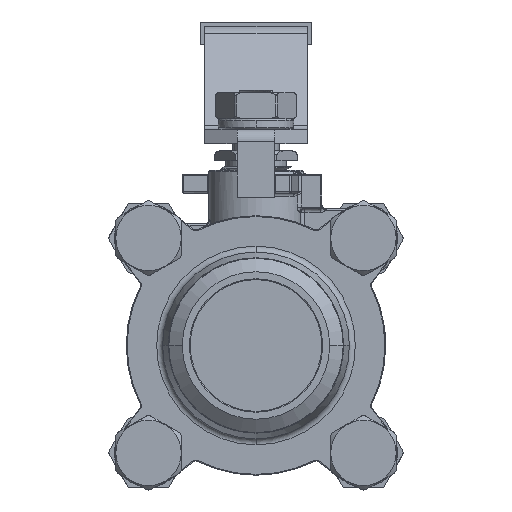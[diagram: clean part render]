
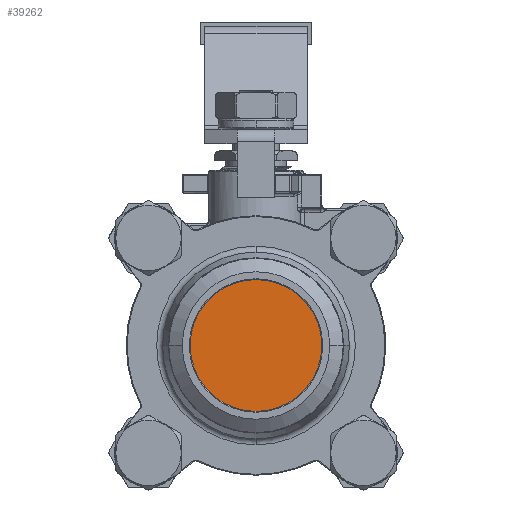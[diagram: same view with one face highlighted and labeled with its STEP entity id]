
A CAD part, front view. The second image highlights one B-rep face of the part: STEP entity #39262.
In plain terms, the highlighted planar face has unit normal (0, -1, 0).
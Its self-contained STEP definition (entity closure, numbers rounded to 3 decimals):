
#12248=CARTESIAN_POINT('',(-16.,-22.967,-0.));
#12249=VERTEX_POINT('',#12248);
#12274=CARTESIAN_POINT('',(16.,-22.967,0.));
#12275=VERTEX_POINT('',#12274);
#12282=CARTESIAN_POINT('',(-0.,-22.967,0.));
#12283=DIRECTION('',(0.,1.,0.));
#12284=DIRECTION('',(-1.,0.,0.));
#12285=AXIS2_PLACEMENT_3D('',#12282,#12283,#12284);
#12286=CIRCLE('',#12285,16.);
#12287=EDGE_CURVE('',#12275,#12249,#12286,.T.);
#39247=CARTESIAN_POINT('',(-0.,-22.967,-29.721));
#39248=DIRECTION('',(-0.,-1.,0.));
#39249=DIRECTION('',(0.,0.,1.));
#39250=AXIS2_PLACEMENT_3D('',#39247,#39248,#39249);
#39251=PLANE('',#39250);
#39252=ORIENTED_EDGE('',*,*,#12287,.F.);
#39253=CARTESIAN_POINT('',(-0.,-22.967,0.));
#39254=DIRECTION('',(0.,1.,0.));
#39255=DIRECTION('',(-1.,0.,0.));
#39256=AXIS2_PLACEMENT_3D('',#39253,#39254,#39255);
#39257=CIRCLE('',#39256,16.);
#39258=EDGE_CURVE('',#12249,#12275,#39257,.T.);
#39259=ORIENTED_EDGE('',*,*,#39258,.F.);
#39260=EDGE_LOOP('',(#39252,#39259));
#39261=FACE_BOUND('',#39260,.T.);
#39262=ADVANCED_FACE('',(#39261),#39251,.T.);
